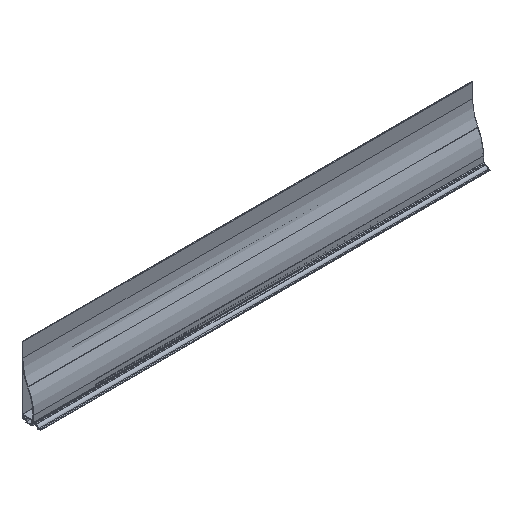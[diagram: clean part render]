
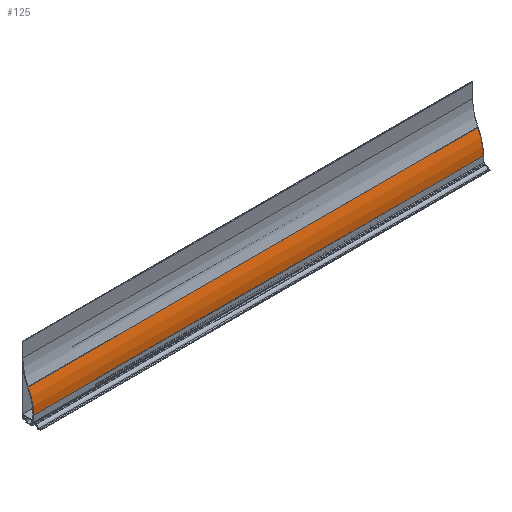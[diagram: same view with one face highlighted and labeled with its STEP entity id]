
A CAD part, isometric view. The second image highlights one B-rep face of the part: STEP entity #125.
In plain terms, the highlighted cylindrical face has radius 105 mm (diameter 210 mm), a partial arc.
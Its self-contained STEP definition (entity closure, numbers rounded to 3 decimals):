
#125 = ADVANCED_FACE ( 'NONE', ( #1421 ), #745, .T. ) ;
#178 = CIRCLE ( 'NONE', #473, 105. ) ;
#193 = EDGE_CURVE ( 'NONE', #672, #234, #1454, .T. ) ;
#207 = DIRECTION ( 'NONE',  ( 0., 0., 1. ) ) ;
#234 = VERTEX_POINT ( 'NONE', #2154 ) ;
#292 = CARTESIAN_POINT ( 'NONE',  ( 500., 1.8, 15. ) ) ;
#396 = CARTESIAN_POINT ( 'NONE',  ( -500., 106.8, 15. ) ) ;
#411 = DIRECTION ( 'NONE',  ( -1., 0., 0. ) ) ;
#471 = DIRECTION ( 'NONE',  ( 0., 0., 1. ) ) ;
#473 = AXIS2_PLACEMENT_3D ( 'NONE', #1865, #1913, #471 ) ;
#522 = ORIENTED_EDGE ( 'NONE', *, *, #1019, .T. ) ;
#566 = CARTESIAN_POINT ( 'NONE',  ( 500., 106.8, 15. ) ) ;
#603 = ORIENTED_EDGE ( 'NONE', *, *, #1554, .F. ) ;
#672 = VERTEX_POINT ( 'NONE', #1588 ) ;
#745 = CYLINDRICAL_SURFACE ( 'NONE', #2255, 105. ) ;
#932 = EDGE_LOOP ( 'NONE', ( #2153, #1157, #603, #522 ) ) ;
#1009 = LINE ( 'NONE', #1506, #1761 ) ;
#1017 = AXIS2_PLACEMENT_3D ( 'NONE', #396, #1785, #207 ) ;
#1019 = EDGE_CURVE ( 'NONE', #1726, #672, #1009, .T. ) ;
#1087 = DIRECTION ( 'NONE',  ( -1., 0., 0. ) ) ;
#1157 = ORIENTED_EDGE ( 'NONE', *, *, #1240, .F. ) ;
#1240 = EDGE_CURVE ( 'NONE', #1503, #234, #1628, .T. ) ;
#1329 = DIRECTION ( 'NONE',  ( -1., 0., 0. ) ) ;
#1357 = VECTOR ( 'NONE', #411, 1000. ) ;
#1421 = FACE_OUTER_BOUND ( 'NONE', #932, .T. ) ;
#1454 = CIRCLE ( 'NONE', #1017, 105. ) ;
#1503 = VERTEX_POINT ( 'NONE', #292 ) ;
#1506 = CARTESIAN_POINT ( 'NONE',  ( 500., 13.9, 63.935 ) ) ;
#1554 = EDGE_CURVE ( 'NONE', #1726, #1503, #178, .T. ) ;
#1588 = CARTESIAN_POINT ( 'NONE',  ( -500., 13.9, 63.935 ) ) ;
#1601 = DIRECTION ( 'NONE',  ( 0., 0., 1. ) ) ;
#1628 = LINE ( 'NONE', #1813, #1357 ) ;
#1726 = VERTEX_POINT ( 'NONE', #1778 ) ;
#1761 = VECTOR ( 'NONE', #1329, 1000. ) ;
#1778 = CARTESIAN_POINT ( 'NONE',  ( 500., 13.9, 63.935 ) ) ;
#1785 = DIRECTION ( 'NONE',  ( 1., 0., 0. ) ) ;
#1813 = CARTESIAN_POINT ( 'NONE',  ( 500., 1.8, 15. ) ) ;
#1865 = CARTESIAN_POINT ( 'NONE',  ( 500., 106.8, 15. ) ) ;
#1913 = DIRECTION ( 'NONE',  ( 1., 0., 0. ) ) ;
#2153 = ORIENTED_EDGE ( 'NONE', *, *, #193, .T. ) ;
#2154 = CARTESIAN_POINT ( 'NONE',  ( -500., 1.8, 15. ) ) ;
#2255 = AXIS2_PLACEMENT_3D ( 'NONE', #566, #1087, #1601 ) ;
